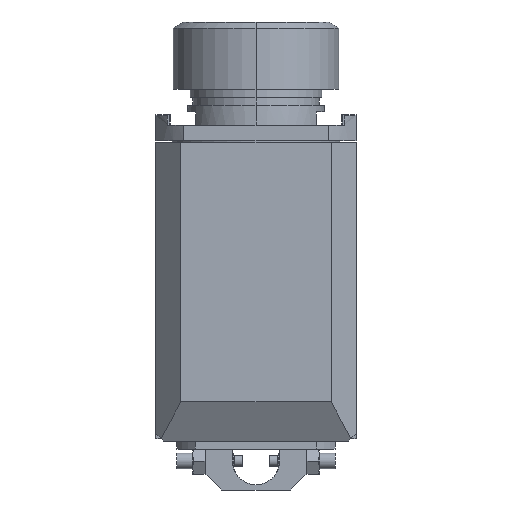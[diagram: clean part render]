
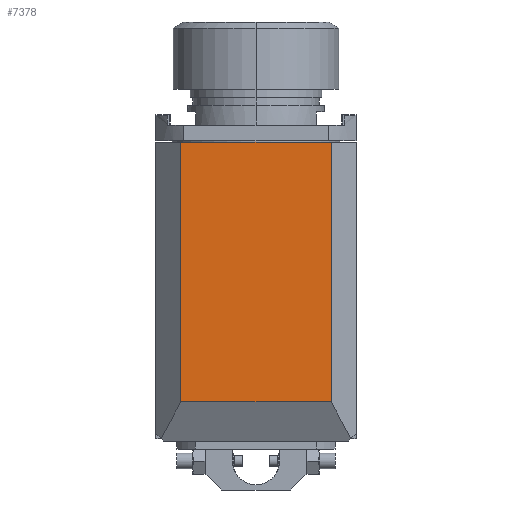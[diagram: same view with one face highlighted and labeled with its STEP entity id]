
A CAD part, left-side view. The second image highlights one B-rep face of the part: STEP entity #7378.
In plain terms, the highlighted planar face has unit normal (-1, 0, 0).
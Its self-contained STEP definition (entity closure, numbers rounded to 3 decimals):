
#1175=DIRECTION('',(0.,1.,0.));
#1176=VECTOR('',#1175,57.);
#1177=CARTESIAN_POINT('',(-135.,-28.5,-40.5));
#1178=LINE('',#1177,#1176);
#1179=DIRECTION('',(0.,0.,1.));
#1180=VECTOR('',#1179,98.5);
#1181=CARTESIAN_POINT('',(-135.,28.5,-40.5));
#1182=LINE('',#1181,#1180);
#1183=DIRECTION('',(0.,-1.,0.));
#1184=VECTOR('',#1183,57.);
#1185=CARTESIAN_POINT('',(-135.,28.5,58.));
#1186=LINE('',#1185,#1184);
#1187=DIRECTION('',(0.,0.,1.));
#1188=VECTOR('',#1187,98.5);
#1189=CARTESIAN_POINT('',(-135.,-28.5,-40.5));
#1190=LINE('',#1189,#1188);
#5502=CARTESIAN_POINT('',(-135.,28.5,58.));
#5504=VERTEX_POINT('',#5502);
#5506=CARTESIAN_POINT('',(-135.,-28.5,58.));
#5508=VERTEX_POINT('',#5506);
#5525=CARTESIAN_POINT('',(-135.,-28.5,-40.5));
#5526=CARTESIAN_POINT('',(-135.,28.5,-40.5));
#5527=VERTEX_POINT('',#5525);
#5528=VERTEX_POINT('',#5526);
#7366=CARTESIAN_POINT('',(-135.,0.,0.));
#7367=DIRECTION('',(1.,0.,0.));
#7368=DIRECTION('',(0.,1.,0.));
#7369=AXIS2_PLACEMENT_3D('',#7366,#7367,#7368);
#7370=PLANE('',#7369);
#7371=ORIENTED_EDGE('',*,*,#7346,.T.);
#7372=ORIENTED_EDGE('',*,*,#7329,.T.);
#7374=ORIENTED_EDGE('',*,*,#7373,.T.);
#7375=ORIENTED_EDGE('',*,*,#7357,.F.);
#7376=EDGE_LOOP('',(#7371,#7372,#7374,#7375));
#7377=FACE_OUTER_BOUND('',#7376,.F.);
#7378=ADVANCED_FACE('',(#7377),#7370,.F.);
#7329=EDGE_CURVE('',#5528,#5504,#1182,.T.);
#7346=EDGE_CURVE('',#5527,#5528,#1178,.T.);
#7357=EDGE_CURVE('',#5527,#5508,#1190,.T.);
#7373=EDGE_CURVE('',#5504,#5508,#1186,.T.);
